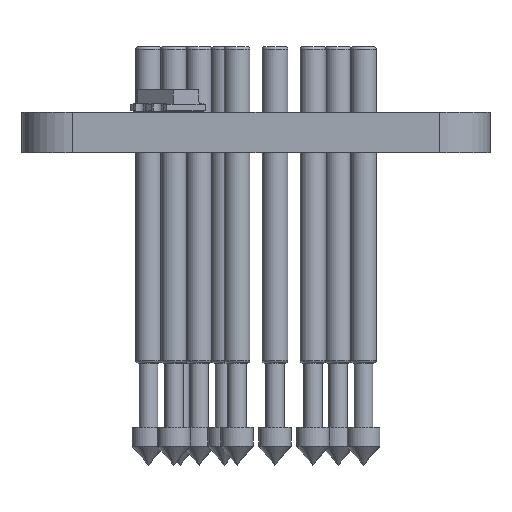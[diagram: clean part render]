
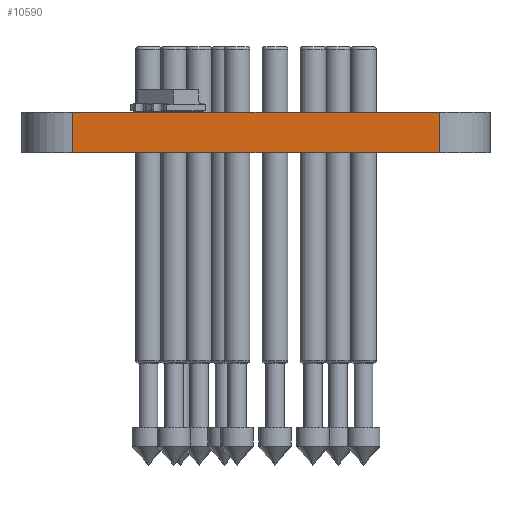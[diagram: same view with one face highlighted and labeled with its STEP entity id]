
A CAD part, left-side view. The second image highlights one B-rep face of the part: STEP entity #10590.
In plain terms, the highlighted planar face has unit normal (-1, 0, 0).
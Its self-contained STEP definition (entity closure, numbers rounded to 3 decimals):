
#8094 = PLANE('',#8095);
#8095 = AXIS2_PLACEMENT_3D('',#8096,#8097,#8098);
#8096 = CARTESIAN_POINT('',(11.,9.25,1.6));
#8097 = DIRECTION('',(-0.,-0.,-1.));
#8098 = DIRECTION('',(-1.,0.,0.));
#8148 = PLANE('',#8149);
#8149 = AXIS2_PLACEMENT_3D('',#8150,#8151,#8152);
#8150 = CARTESIAN_POINT('',(11.,9.25,0.));
#8151 = DIRECTION('',(-0.,-0.,-1.));
#8152 = DIRECTION('',(-1.,0.,0.));
#8394 = VERTEX_POINT('',#8395);
#8395 = CARTESIAN_POINT('',(0.,2.,0.));
#8414 = CYLINDRICAL_SURFACE('',#8415,2.);
#8415 = AXIS2_PLACEMENT_3D('',#8416,#8417,#8418);
#8416 = CARTESIAN_POINT('',(2.,2.,0.));
#8417 = DIRECTION('',(-0.,-0.,-1.));
#8418 = DIRECTION('',(1.,0.,-0.));
#8426 = EDGE_CURVE('',#8394,#8427,#8429,.T.);
#8427 = VERTEX_POINT('',#8428);
#8428 = CARTESIAN_POINT('',(0.,16.5,0.));
#8429 = SURFACE_CURVE('',#8430,(#8434,#8441),.PCURVE_S1.);
#8430 = LINE('',#8431,#8432);
#8431 = CARTESIAN_POINT('',(0.,2.,0.));
#8432 = VECTOR('',#8433,1.);
#8433 = DIRECTION('',(0.,1.,0.));
#8434 = PCURVE('',#8148,#8435);
#8435 = DEFINITIONAL_REPRESENTATION('',(#8436),#8440);
#8436 = LINE('',#8437,#8438);
#8437 = CARTESIAN_POINT('',(11.,-7.25));
#8438 = VECTOR('',#8439,1.);
#8439 = DIRECTION('',(0.,1.));
#8440 = ( GEOMETRIC_REPRESENTATION_CONTEXT(2) 
PARAMETRIC_REPRESENTATION_CONTEXT() REPRESENTATION_CONTEXT('2D SPACE',''
  ) );
#8441 = PCURVE('',#8442,#8447);
#8442 = PLANE('',#8443);
#8443 = AXIS2_PLACEMENT_3D('',#8444,#8445,#8446);
#8444 = CARTESIAN_POINT('',(0.,2.,0.));
#8445 = DIRECTION('',(-1.,0.,0.));
#8446 = DIRECTION('',(0.,1.,0.));
#8447 = DEFINITIONAL_REPRESENTATION('',(#8448),#8452);
#8448 = LINE('',#8449,#8450);
#8449 = CARTESIAN_POINT('',(0.,0.));
#8450 = VECTOR('',#8451,1.);
#8451 = DIRECTION('',(1.,0.));
#8452 = ( GEOMETRIC_REPRESENTATION_CONTEXT(2) 
PARAMETRIC_REPRESENTATION_CONTEXT() REPRESENTATION_CONTEXT('2D SPACE',''
  ) );
#8475 = CYLINDRICAL_SURFACE('',#8476,2.);
#8476 = AXIS2_PLACEMENT_3D('',#8477,#8478,#8479);
#8477 = CARTESIAN_POINT('',(2.,16.5,0.));
#8478 = DIRECTION('',(-0.,-0.,-1.));
#8479 = DIRECTION('',(1.,0.,-0.));
#9504 = VERTEX_POINT('',#9505);
#9505 = CARTESIAN_POINT('',(0.,2.,1.6));
#9531 = EDGE_CURVE('',#9504,#9532,#9534,.T.);
#9532 = VERTEX_POINT('',#9533);
#9533 = CARTESIAN_POINT('',(0.,16.5,1.6));
#9534 = SURFACE_CURVE('',#9535,(#9539,#9546),.PCURVE_S1.);
#9535 = LINE('',#9536,#9537);
#9536 = CARTESIAN_POINT('',(0.,2.,1.6));
#9537 = VECTOR('',#9538,1.);
#9538 = DIRECTION('',(0.,1.,0.));
#9539 = PCURVE('',#8094,#9540);
#9540 = DEFINITIONAL_REPRESENTATION('',(#9541),#9545);
#9541 = LINE('',#9542,#9543);
#9542 = CARTESIAN_POINT('',(11.,-7.25));
#9543 = VECTOR('',#9544,1.);
#9544 = DIRECTION('',(0.,1.));
#9545 = ( GEOMETRIC_REPRESENTATION_CONTEXT(2) 
PARAMETRIC_REPRESENTATION_CONTEXT() REPRESENTATION_CONTEXT('2D SPACE',''
  ) );
#9546 = PCURVE('',#8442,#9547);
#9547 = DEFINITIONAL_REPRESENTATION('',(#9548),#9552);
#9548 = LINE('',#9549,#9550);
#9549 = CARTESIAN_POINT('',(0.,-1.6));
#9550 = VECTOR('',#9551,1.);
#9551 = DIRECTION('',(1.,0.));
#9552 = ( GEOMETRIC_REPRESENTATION_CONTEXT(2) 
PARAMETRIC_REPRESENTATION_CONTEXT() REPRESENTATION_CONTEXT('2D SPACE',''
  ) );
#10540 = EDGE_CURVE('',#8394,#9504,#10541,.T.);
#10541 = SURFACE_CURVE('',#10542,(#10546,#10553),.PCURVE_S1.);
#10542 = LINE('',#10543,#10544);
#10543 = CARTESIAN_POINT('',(0.,2.,0.));
#10544 = VECTOR('',#10545,1.);
#10545 = DIRECTION('',(0.,0.,1.));
#10546 = PCURVE('',#8414,#10547);
#10547 = DEFINITIONAL_REPRESENTATION('',(#10548),#10552);
#10548 = LINE('',#10549,#10550);
#10549 = CARTESIAN_POINT('',(-3.142,0.));
#10550 = VECTOR('',#10551,1.);
#10551 = DIRECTION('',(-0.,-1.));
#10552 = ( GEOMETRIC_REPRESENTATION_CONTEXT(2) 
PARAMETRIC_REPRESENTATION_CONTEXT() REPRESENTATION_CONTEXT('2D SPACE',''
  ) );
#10553 = PCURVE('',#8442,#10554);
#10554 = DEFINITIONAL_REPRESENTATION('',(#10555),#10559);
#10555 = LINE('',#10556,#10557);
#10556 = CARTESIAN_POINT('',(0.,0.));
#10557 = VECTOR('',#10558,1.);
#10558 = DIRECTION('',(0.,-1.));
#10559 = ( GEOMETRIC_REPRESENTATION_CONTEXT(2) 
PARAMETRIC_REPRESENTATION_CONTEXT() REPRESENTATION_CONTEXT('2D SPACE',''
  ) );
#10590 = ADVANCED_FACE('',(#10591),#8442,.T.);
#10591 = FACE_BOUND('',#10592,.T.);
#10592 = EDGE_LOOP('',(#10593,#10594,#10595,#10616));
#10593 = ORIENTED_EDGE('',*,*,#10540,.T.);
#10594 = ORIENTED_EDGE('',*,*,#9531,.T.);
#10595 = ORIENTED_EDGE('',*,*,#10596,.F.);
#10596 = EDGE_CURVE('',#8427,#9532,#10597,.T.);
#10597 = SURFACE_CURVE('',#10598,(#10602,#10609),.PCURVE_S1.);
#10598 = LINE('',#10599,#10600);
#10599 = CARTESIAN_POINT('',(0.,16.5,0.));
#10600 = VECTOR('',#10601,1.);
#10601 = DIRECTION('',(0.,0.,1.));
#10602 = PCURVE('',#8442,#10603);
#10603 = DEFINITIONAL_REPRESENTATION('',(#10604),#10608);
#10604 = LINE('',#10605,#10606);
#10605 = CARTESIAN_POINT('',(14.5,0.));
#10606 = VECTOR('',#10607,1.);
#10607 = DIRECTION('',(0.,-1.));
#10608 = ( GEOMETRIC_REPRESENTATION_CONTEXT(2) 
PARAMETRIC_REPRESENTATION_CONTEXT() REPRESENTATION_CONTEXT('2D SPACE',''
  ) );
#10609 = PCURVE('',#8475,#10610);
#10610 = DEFINITIONAL_REPRESENTATION('',(#10611),#10615);
#10611 = LINE('',#10612,#10613);
#10612 = CARTESIAN_POINT('',(-3.142,0.));
#10613 = VECTOR('',#10614,1.);
#10614 = DIRECTION('',(-0.,-1.));
#10615 = ( GEOMETRIC_REPRESENTATION_CONTEXT(2) 
PARAMETRIC_REPRESENTATION_CONTEXT() REPRESENTATION_CONTEXT('2D SPACE',''
  ) );
#10616 = ORIENTED_EDGE('',*,*,#8426,.F.);
